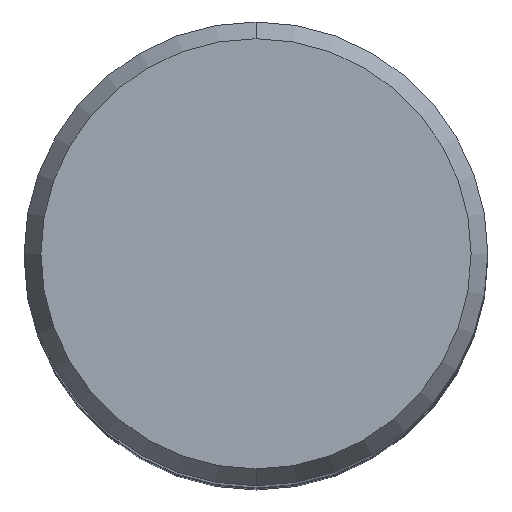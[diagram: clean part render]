
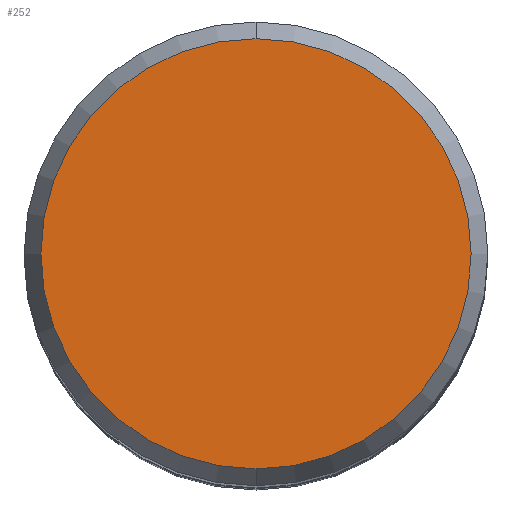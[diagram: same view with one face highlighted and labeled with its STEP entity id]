
A CAD part, top view. The second image highlights one B-rep face of the part: STEP entity #252.
In plain terms, the highlighted planar face has unit normal (0, 0, 1).
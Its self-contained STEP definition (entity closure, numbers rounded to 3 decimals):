
#252=ADVANCED_FACE('',(#572),#573,.T.);
#278=VERTEX_POINT('',#603);
#300=EDGE_CURVE('',#278,#320,#627,.T.);
#320=VERTEX_POINT('',#648);
#424=EDGE_CURVE('',#320,#278,#764,.T.);
#572=FACE_OUTER_BOUND('',#1079,.T.);
#573=PLANE('',#1080);
#603=CARTESIAN_POINT('',(0.0,8.837,0.));
#627=CIRCLE('',#1160,8.837);
#648=CARTESIAN_POINT('',(0.,-8.837,0.));
#764=CIRCLE('',#1508,8.837);
#1079=EDGE_LOOP('',(#1694,#1695));
#1080=AXIS2_PLACEMENT_3D('',#1696,#1697,#1698);
#1160=AXIS2_PLACEMENT_3D('',#1759,#1760,#1761);
#1508=AXIS2_PLACEMENT_3D('',#1900,#1901,#1902);
#1694=ORIENTED_EDGE('',*,*,#300,.F.);
#1695=ORIENTED_EDGE('',*,*,#424,.F.);
#1696=CARTESIAN_POINT('',(0.0,4.419,0.));
#1697=DIRECTION('',(-0.0,0.0,1.0));
#1698=DIRECTION('',(0.0,-1.0,0.0));
#1759=CARTESIAN_POINT('',(0.0,0.0,0.));
#1760=DIRECTION('',(0.0,0.0,-1.0));
#1761=DIRECTION('',(0.0,1.0,0.0));
#1900=CARTESIAN_POINT('',(0.0,0.0,0.));
#1901=DIRECTION('',(0.0,0.0,-1.0));
#1902=DIRECTION('',(0.0,1.0,0.0));
